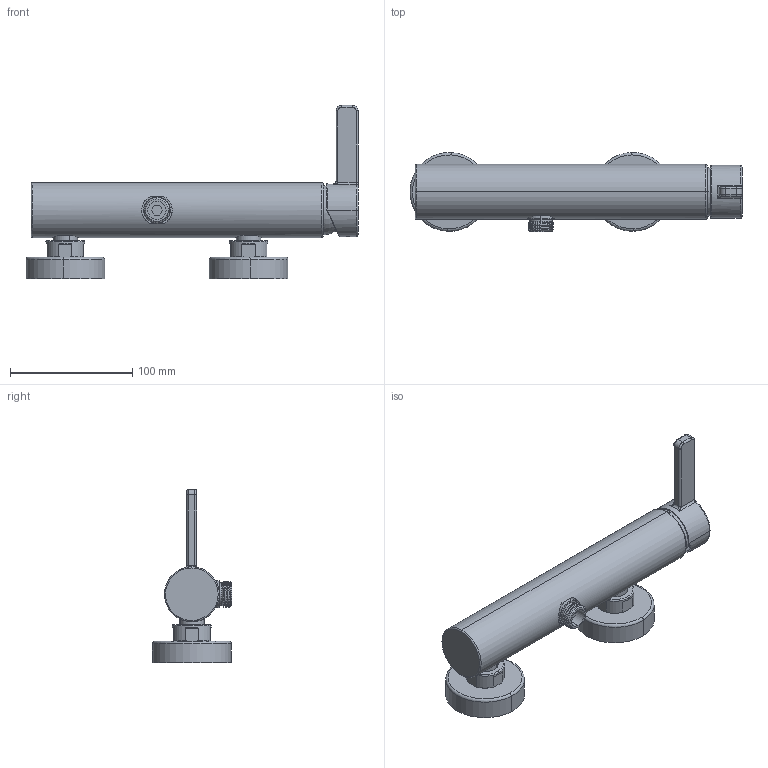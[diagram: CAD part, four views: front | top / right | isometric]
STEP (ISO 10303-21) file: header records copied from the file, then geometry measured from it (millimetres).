
FILE_DESCRIPTION (( 'STEP AP203' ), '1' );
FILE_NAME ('MONOMANDO DUCHA AXIS BIG.STEP', '2019-04-29T06:44:22', ( 'Usuario' ), ( '' ), 'SwSTEP 2.0', 'SolidWorks 2016', '' );
FILE_SCHEMA (( 'CONFIG_CONTROL_DESIGN' ));
Length unit declared in the file: millimetre
Products named in the file (11): 0830 RACORD M14x1 G½_PL-830-01; 0893 DUCHA MONOMANDO TENDER ENTER+SPOUT_-03 SIN SPOUT; 3119 MANETA AXIS MONOMANDO_-01; CARTUCHO SEDAL E-40 AZ SD; MONOMANDO DUCHA AXIS BIG; TUERCA APRETACARTUCHOS  M37x1,5 SEDAL 1601125 TUE SJ 103; EMBELLECEDOR SEDAL 1601147 FLO CT 101; socket set screw cone point_din_DIN 914 - M4 x 20-N; 0895 PESTAÑA M18x1,5 DUCHA MONOMANDO TENDER YUEQUING; TUERCA ｾ'''' ROSHERA TERMOSTATICA_-01; PLAFON SWAVE ｾ''''_RENDER
Assembly tree (13 placements, depth 2):
  MONOMANDO DUCHA AXIS BIG
    0893 DUCHA MONOMANDO TENDER ENTER+SPOUT_-03 SIN SPOUT
    CARTUCHO SEDAL E-40 AZ SD
    TUERCA APRETACARTUCHOS  M37x1,5 SEDAL 1601125 TUE SJ 103
    EMBELLECEDOR SEDAL 1601147 FLO CT 101
    socket set screw cone point_din_DIN 914 - M4 x 20-N
    0895 PESTAÑA M18x1,5 DUCHA MONOMANDO TENDER YUEQUING  x2
    TUERCA ｾ'''' ROSHERA TERMOSTATICA_-01  x2
    PLAFON SWAVE ｾ''''_RENDER  x2
    0830 RACORD M14x1 G½_PL-830-01
    3119 MANETA AXIS MONOMANDO_-01
Bounding box: 271.75 x 64.73 x 141.75 mm (x, y, z)
Volume: 229069.2 mm3; surface area: 145612.4 mm2
Topology: 15 solids, 15 shells, 719 faces, 1663 edges, 972 vertices
Faces by surface type: cylinder 257, plane 170, torus 110, cone 96, bspline 57, sphere 29
Entity records: 24202 total; most frequent: CARTESIAN_POINT 8679, DIRECTION 3190, ORIENTED_EDGE 2894, EDGE_CURVE 1447, AXIS2_PLACEMENT_3D 1344, VERTEX_POINT 857, CIRCLE 744, EDGE_LOOP 692
